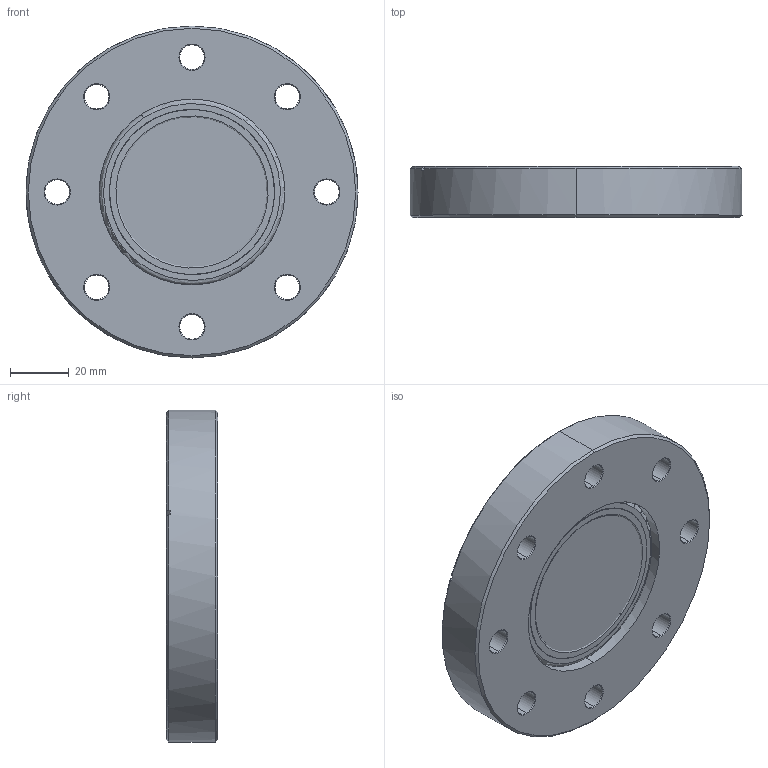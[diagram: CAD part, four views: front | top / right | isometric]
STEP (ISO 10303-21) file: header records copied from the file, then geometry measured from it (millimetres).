
FILE_DESCRIPTION (( 'STEP AP203' ), '1' );
FILE_NAME ('A0810-PART.STEP', '2019-10-02T15:36:35', ( '' ), ( '' ), 'SwSTEP 2.0', 'SolidWorks 2019', '' );
FILE_SCHEMA (( 'CONFIG_CONTROL_DESIGN' ));
Length unit declared in the file: inch
Products named in the file (1): A0810-PART
Bounding box: 113.49 x 17.45 x 113.49 mm (x, y, z)
Volume: 119649.4 mm3; surface area: 36720.6 mm2
Topology: 1 solids, 1 shells, 98 faces, 224 edges, 135 vertices
Faces by surface type: cone 39, cylinder 36, plane 17, torus 6
Entity records: 2890 total; most frequent: DIRECTION 549, CARTESIAN_POINT 470, ORIENTED_EDGE 448, AXIS2_PLACEMENT_3D 230, EDGE_CURVE 224, VERTEX_POINT 135, CIRCLE 131, EDGE_LOOP 121
